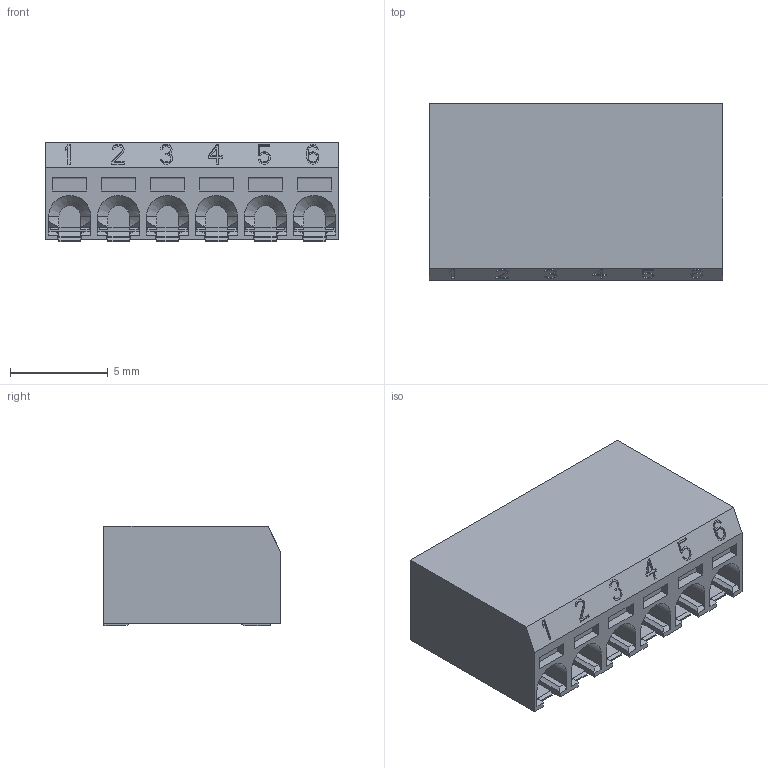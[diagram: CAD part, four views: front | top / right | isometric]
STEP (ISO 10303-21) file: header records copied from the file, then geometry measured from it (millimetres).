
FILE_DESCRIPTION(('FreeCAD Model'),'2;1');
FILE_NAME('09276006021106.step','2018-05-08T08:54:07', ('kicad StepUp'),('ksu MCAD'),'Open CASCADE STEP processor 6.8', 'FreeCAD','Unknown');
FILE_SCHEMA(('AUTOMOTIVE_DESIGN_CC2 { 1 2 10303 214 -1 1 5 4 }'));
Length unit declared in the file: millimetre
Products named in the file (1): 09276006021106
Bounding box: 15 x 9 x 5.1 mm (x, y, z)
Volume: 611.6 mm3; surface area: 655.5 mm2
Topology: 1 solids, 1 shells, 677 faces, 1911 edges, 1262 vertices
Faces by surface type: plane 575, cylinder 72, cone 30
Entity records: 21614 total; most frequent: CARTESIAN_POINT 4091, ORIENTED_EDGE 3822, DIRECTION 3327, EDGE_CURVE 1911, LINE 1707, VECTOR 1707, VERTEX_POINT 1262, AXIS2_PLACEMENT_3D 810
